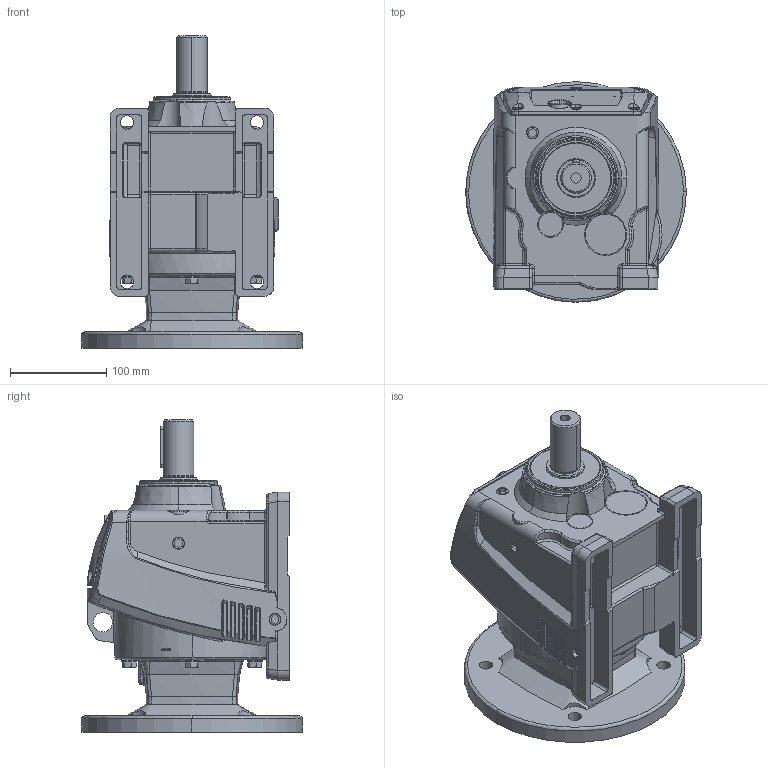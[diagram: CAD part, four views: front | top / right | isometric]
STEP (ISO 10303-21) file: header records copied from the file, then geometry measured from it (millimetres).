
FILE_DESCRIPTION (( 'STEP AP203' ), '1' );
FILE_NAME ('HGR-47-005-C.STEP', '2016-02-03T17:05:30', ( '' ), ( '' ), 'SwSTEP 2.0', 'SolidWorks 2015', '' );
FILE_SCHEMA (( 'CONFIG_CONTROL_DESIGN' ));
Products named in the file (1): HGR-47-005-C
Bounding box: 228.6 x 228.6 x 324 mm (x, y, z)
Volume: 5067385 mm3; surface area: 408763 mm2
Topology: 18 solids, 18 shells, 1106 faces, 2725 edges, 1672 vertices
Faces by surface type: bspline 416, plane 324, cylinder 274, cone 92
Entity records: 57245 total; most frequent: CARTESIAN_POINT 34386, ORIENTED_EDGE 5390, DIRECTION 3762, EDGE_CURVE 2695, VERTEX_POINT 1672, AXIS2_PLACEMENT_3D 1394, EDGE_LOOP 1171, ADVANCED_FACE 1106
